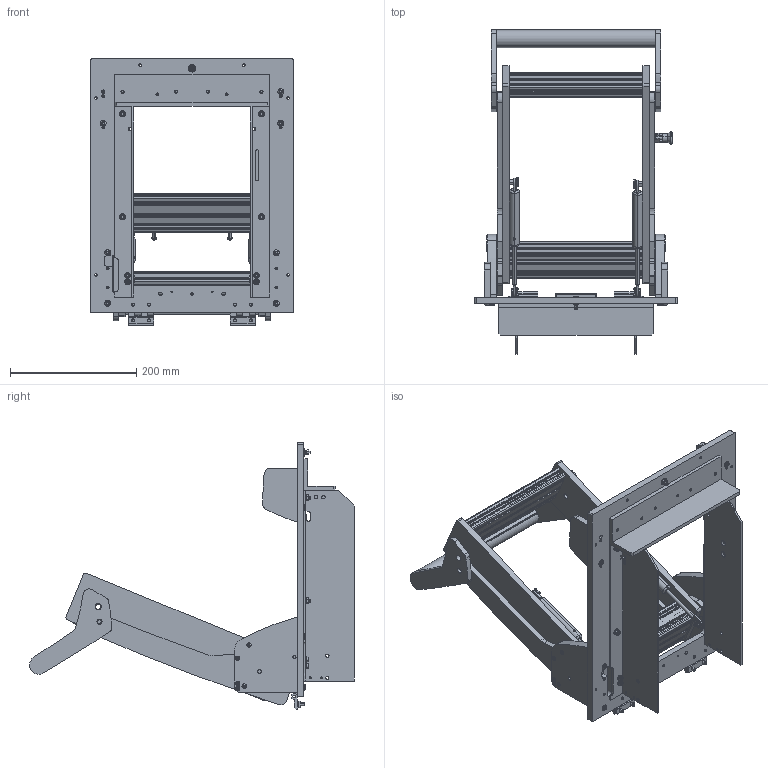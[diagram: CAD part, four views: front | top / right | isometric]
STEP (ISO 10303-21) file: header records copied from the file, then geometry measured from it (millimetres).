
FILE_DESCRIPTION (( 'STEP AP203' ), '1' );
FILE_NAME ('INGUN_48372_open.STEP', '2023-07-20T12:44:30', ( '' ), ( '' ), 'SwSTEP 2.0', 'SolidWorks 2021', '' );
FILE_SCHEMA (( 'CONFIG_CONTROL_DESIGN' ));
Length unit declared in the file: millimetre
Products named in the file (54): 57801~2_S; 112086~2_S; DIN6325~n_04,0m6x014; 39891~3_KUNDE<S>; 109128~0_offen <S>; INGUN_48372_open; 109948~0_KUNDE<S>; 48381~0_S; 39892~7_KUNDE<S>; 3381~0; 53837~3_KUNDE<S>; 55713~1_KUNDE<S>; 114566~0_S; 57809~0_mit Lehre gebohrt<S>; DIN6325~n_06,0m6x012; 34328~1_S; 39894~2_KUNDE<S>; 53031~0_S; 48377~6_KUNDE<S>; DIN125~n_05,3 M05,0 Fase; 109949~0_KUNDE<S>; 112064~0_S; 35662~11_S; 111995~2_S; DIN7991~n_M05,0x016; DIN6325~n_04,0m6x016; 48378~5_S; 11536~1; 39893~3_KUNDE<S>; DIN7991~n_M05,0x020; 2281~0_180ø<Standard>; 48509~2_S; 38786~1; 109950~0_KUNDE<S>; 35663~9_S; K_02038~0; ISO7380~n_M04,0x020; 53836~2_KUNDE<S>; DIN912~n_M04,0x016; K_02037~0_Standard ohne Dyn Punkt<Standard> ...
Assembly tree (114 placements, depth 5):
  INGUN_48372_open
    48377~6_KUNDE<S>
      53836~2_KUNDE<S>
      53837~3_KUNDE<S>
      34328~1_S  x2
      57808~0_S
      57809~0_mit Lehre gebohrt<S>
      3381~0  x2
      ISO7380~n_M04,0x020
      ISO7380~n_M04,0x016
      DIN125~n_06,4 M06,0 Fase  x2
      57801~2_S  x2
      49317~0  x2
    48378~5_S
      36174~15
      48381~0_S
      35662~11_S
      35663~9_S
      48509~2_S
      2281~0_180ø<Standard>  x2
        2281~0
      112064~0_S  x2
      53031~0_S
      114566~0_S  x2
        112087~1_S
          111995~2_S
          112086~2_S
          DIN125~n_05,3 M05,0 Fase
        49317~0
        DIN912~n_M04,0x016
        DIN125~n_04,3 M04,0
        DIN125~n_06,4 M06,0 Fase
      DIN7991~n_M05,0x016  x10
      DIN7991~n_M05,0x020  x6
      DIN125~n_05,3 M05,0 Fase  x4
      DIN934~n_M05,0  x4
      DIN6325~n_04,0m6x016  x2
      DIN6325~n_06,0m6x012  x2
    109949~0_KUNDE<S>
      55713~1_KUNDE<S>
    109950~0_KUNDE<S>
      55713~1_KUNDE<S>
    39892~7_KUNDE<S>
    39891~3_KUNDE<S>
    39894~2_KUNDE<S>
    39893~3_KUNDE<S>
    109948~0_KUNDE<S>
      36176~0_S
      55712~0_KUNDE<S>  x2
    47523~0_S  x10
    38786~1
      K_02037~0
      K_02038~0
    11536~1
      K_02037~0_Standard ohne Dyn Punkt<Standard>
      K_02038~0
    109128~0_offen <S>
    ISO7380~n_M05,0x016  x7
    DIN6325~n_04,0m6x014  x8
Bounding box: 320 x 514.32 x 421.5 mm (x, y, z)
Volume: 2688354.9 mm3; surface area: 1041150.1 mm2
Topology: 116 solids, 116 shells, 2998 faces, 7746 edges, 4961 vertices
Faces by surface type: cylinder 1229, plane 1163, cone 435, bspline 93, sphere 52, torus 26
Entity records: 63009 total; most frequent: CARTESIAN_POINT 10868, DIRECTION 9918, ORIENTED_EDGE 9044, EDGE_CURVE 4522, AXIS2_PLACEMENT_3D 3709, VERTEX_POINT 2940, VECTOR 2500, LINE 2500
